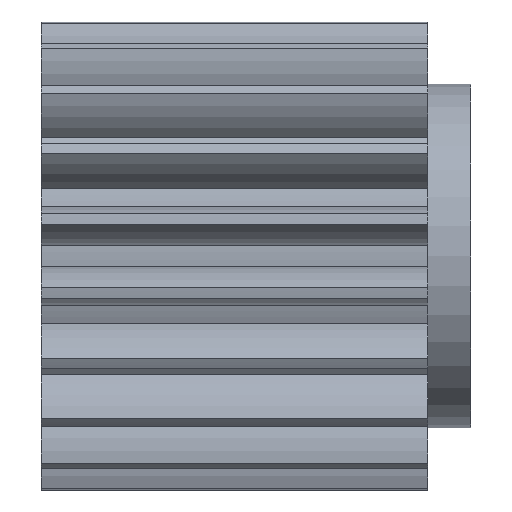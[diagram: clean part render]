
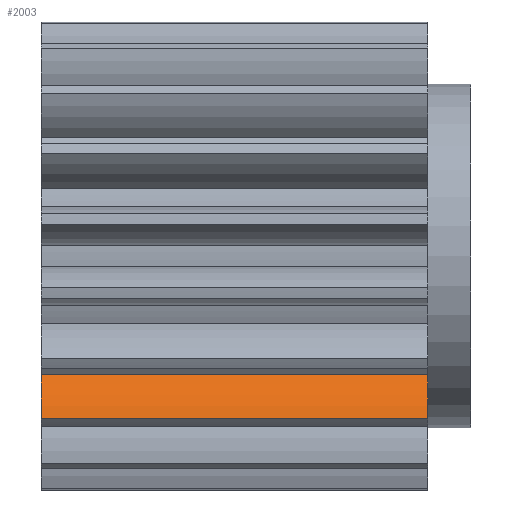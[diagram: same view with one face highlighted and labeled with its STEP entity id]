
A CAD part, front view. The second image highlights one B-rep face of the part: STEP entity #2003.
In plain terms, the highlighted cylindrical face has radius 3.175 mm (diameter 6.35 mm), a partial arc.
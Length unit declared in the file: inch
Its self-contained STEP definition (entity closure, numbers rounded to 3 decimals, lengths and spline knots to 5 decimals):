
#125 = DIRECTION ( 'NONE',  ( 0., 0., 1. ) ) ;
#413 = VERTEX_POINT ( 'NONE', #790 ) ;
#481 = CIRCLE ( 'NONE', #2996, 0.125 ) ;
#564 = CARTESIAN_POINT ( 'NONE',  ( 0., -0.21141, -0.17272 ) ) ;
#617 = VERTEX_POINT ( 'NONE', #1602 ) ;
#620 = EDGE_LOOP ( 'NONE', ( #1771, #2944, #2971, #2625 ) ) ;
#628 = VERTEX_POINT ( 'NONE', #564 ) ;
#634 = EDGE_CURVE ( 'NONE', #1156, #413, #2352, .T. ) ;
#741 = CARTESIAN_POINT ( 'NONE',  ( 0., -0.2488, -0.23719 ) ) ;
#790 = CARTESIAN_POINT ( 'NONE',  ( 0.5625, -0.2488, -0.23719 ) ) ;
#876 = EDGE_CURVE ( 'NONE', #617, #628, #2411, .T. ) ;
#1029 = DIRECTION ( 'NONE',  ( 1., 0., 0. ) ) ;
#1156 = VERTEX_POINT ( 'NONE', #741 ) ;
#1173 = CYLINDRICAL_SURFACE ( 'NONE', #3081, 0.125 ) ;
#1188 = CARTESIAN_POINT ( 'NONE',  ( 0.5625, -0.21141, -0.17272 ) ) ;
#1246 = EDGE_CURVE ( 'NONE', #628, #1156, #2097, .T. ) ;
#1402 = CARTESIAN_POINT ( 'NONE',  ( 0.5625, -0.12689, -0.26482 ) ) ;
#1553 = VECTOR ( 'NONE', #2741, 39.37008 ) ;
#1602 = CARTESIAN_POINT ( 'NONE',  ( 0.5625, -0.21141, -0.17272 ) ) ;
#1626 = EDGE_CURVE ( 'NONE', #413, #617, #481, .T. ) ;
#1771 = ORIENTED_EDGE ( 'NONE', *, *, #876, .T. ) ;
#1778 = AXIS2_PLACEMENT_3D ( 'NONE', #3076, #1029, #2568 ) ;
#2003 = ADVANCED_FACE ( 'NONE', ( #2487 ), #1173, .T. ) ;
#2097 = CIRCLE ( 'NONE', #1778, 0.125 ) ;
#2180 = CARTESIAN_POINT ( 'NONE',  ( 0.5625, -0.2488, -0.23719 ) ) ;
#2352 = LINE ( 'NONE', #2180, #1553 ) ;
#2411 = LINE ( 'NONE', #1188, #3302 ) ;
#2487 = FACE_OUTER_BOUND ( 'NONE', #620, .T. ) ;
#2568 = DIRECTION ( 'NONE',  ( 0., 0., 1. ) ) ;
#2625 = ORIENTED_EDGE ( 'NONE', *, *, #1626, .T. ) ;
#2741 = DIRECTION ( 'NONE',  ( 1., 0., 0. ) ) ;
#2752 = CARTESIAN_POINT ( 'NONE',  ( 0.5625, -0.12689, -0.26482 ) ) ;
#2753 = DIRECTION ( 'NONE',  ( 0., 0., 1. ) ) ;
#2944 = ORIENTED_EDGE ( 'NONE', *, *, #1246, .T. ) ;
#2971 = ORIENTED_EDGE ( 'NONE', *, *, #634, .T. ) ;
#2996 = AXIS2_PLACEMENT_3D ( 'NONE', #1402, #3097, #125 ) ;
#3022 = DIRECTION ( 'NONE',  ( -1., 0., 0. ) ) ;
#3076 = CARTESIAN_POINT ( 'NONE',  ( 0., -0.12689, -0.26482 ) ) ;
#3081 = AXIS2_PLACEMENT_3D ( 'NONE', #2752, #3022, #2753 ) ;
#3097 = DIRECTION ( 'NONE',  ( -1., 0., 0. ) ) ;
#3301 = DIRECTION ( 'NONE',  ( -1., 0., 0. ) ) ;
#3302 = VECTOR ( 'NONE', #3301, 39.37008 ) ;
